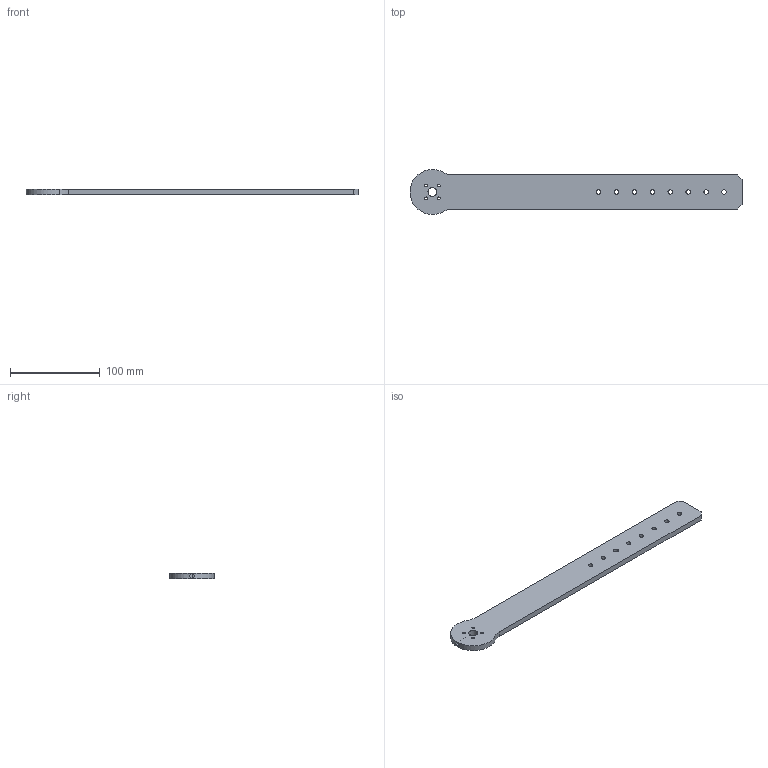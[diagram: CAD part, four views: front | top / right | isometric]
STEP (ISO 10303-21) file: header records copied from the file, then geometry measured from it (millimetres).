
FILE_DESCRIPTION (( 'STEP AP214' ), '1' );
FILE_NAME ('Knee_Frame-1.STEP', '2019-03-29T07:47:11', ( '' ), ( '' ), 'SwSTEP 2.0', 'SolidWorks 2018', '' );
FILE_SCHEMA (( 'AUTOMOTIVE_DESIGN' ));
Length unit declared in the file: millimetre
Products named in the file (1): Knee_Frame-1
Bounding box: 370 x 50 x 6.4 mm (x, y, z)
Volume: 89048.5 mm3; surface area: 34614.5 mm2
Topology: 1 solids, 1 shells, 39 faces, 113 edges, 74 vertices
Faces by surface type: cylinder 32, plane 7
Entity records: 1521 total; most frequent: CARTESIAN_POINT 351, DIRECTION 249, ORIENTED_EDGE 226, EDGE_CURVE 113, AXIS2_PLACEMENT_3D 100, VERTEX_POINT 74, EDGE_LOOP 65, CIRCLE 60
